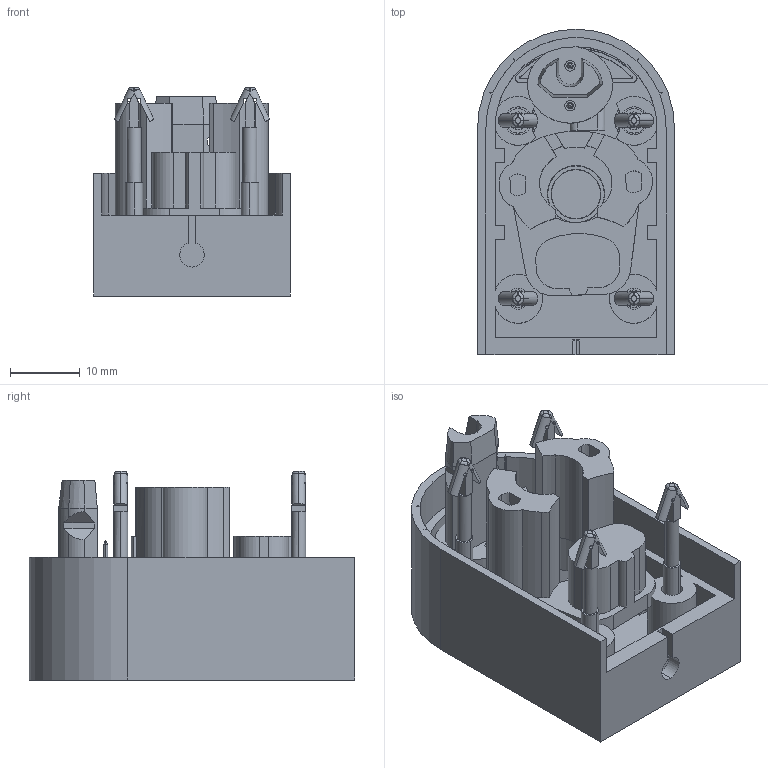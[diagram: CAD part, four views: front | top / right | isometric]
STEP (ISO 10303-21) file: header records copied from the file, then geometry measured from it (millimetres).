
FILE_DESCRIPTION (( 'STEP AP214' ), '1' );
FILE_NAME ('1804-0575.STEP', '2017-12-05T12:08:26', ( '' ), ( '' ), 'SwSTEP 2.0', 'SolidWorks 2017', '' );
FILE_SCHEMA (( 'AUTOMOTIVE_DESIGN' ));
Length unit declared in the file: inch
Products named in the file (5): 1804-0440-Rasttraverse; 1804-0140-Kontaktstecker KS 4 W 8k2; END CAP - SENTIR EDGE 25.45 KS4 - DOUBLE CLIP; 1804-0380-Klemmstück; 1804-0575
Assembly tree (5 placements, depth 2):
  1804-0575
    END CAP - SENTIR EDGE 25.45 KS4 - DOUBLE CLIP
    1804-0140-Kontaktstecker KS 4 W 8k2
    1804-0380-Klemmstück
    1804-0440-Rasttraverse  x2
Bounding box: 28.2 x 46.6 x 30 mm (x, y, z)
Volume: 12276.3 mm3; surface area: 13945.2 mm2
Topology: 7 solids, 7 shells, 499 faces, 1273 edges, 803 vertices
Faces by surface type: plane 215, cylinder 212, bspline 38, cone 34
Entity records: 13239 total; most frequent: CARTESIAN_POINT 3148, DIRECTION 2107, ORIENTED_EDGE 2060, EDGE_CURVE 1030, AXIS2_PLACEMENT_3D 790, VERTEX_POINT 665, LINE 527, VECTOR 527
